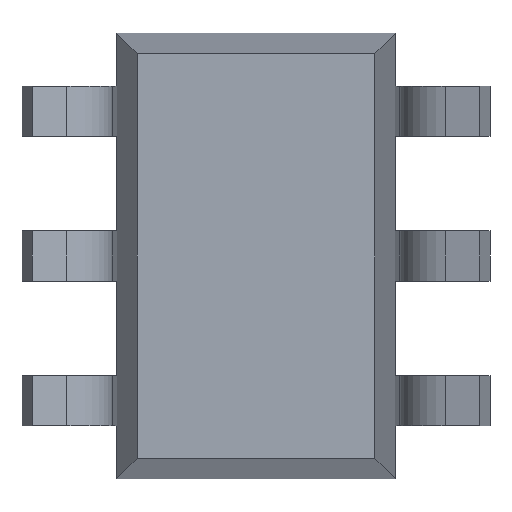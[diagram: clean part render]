
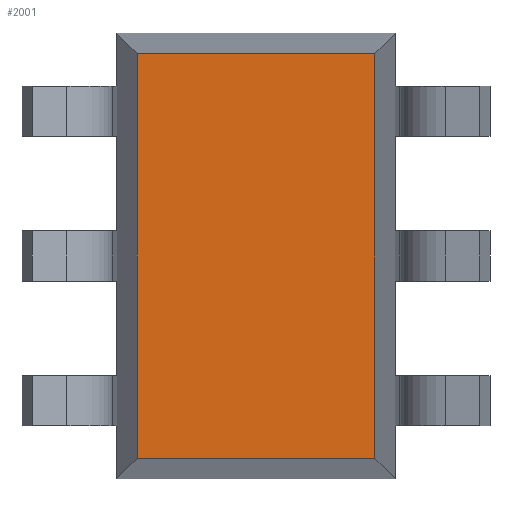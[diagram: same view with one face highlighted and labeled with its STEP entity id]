
A CAD part, front view. The second image highlights one B-rep face of the part: STEP entity #2001.
In plain terms, the highlighted planar face has unit normal (0, -1, 0).
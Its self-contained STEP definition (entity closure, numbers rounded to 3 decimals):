
#23 = EDGE_CURVE ( 'NONE', #1406, #672, #502, .T. ) ;
#103 = LINE ( 'NONE', #3042, #2737 ) ;
#162 = ORIENTED_EDGE ( 'NONE', *, *, #1332, .F. ) ;
#392 = EDGE_LOOP ( 'NONE', ( #2000, #1916, #162, #1744 ) ) ;
#451 = CARTESIAN_POINT ( 'NONE',  ( 0.534, -0.65, 0. ) ) ;
#502 = LINE ( 'NONE', #3025, #1703 ) ;
#672 = VERTEX_POINT ( 'NONE', #2334 ) ;
#939 = DIRECTION ( 'NONE',  ( 1., 0., 0. ) ) ;
#1121 = PLANE ( 'NONE',  #1639 ) ;
#1205 = VECTOR ( 'NONE', #939, 1000. ) ;
#1332 = EDGE_CURVE ( 'NONE', #1338, #1406, #2469, .T. ) ;
#1338 = VERTEX_POINT ( 'NONE', #1705 ) ;
#1406 = VERTEX_POINT ( 'NONE', #1467 ) ;
#1467 = CARTESIAN_POINT ( 'NONE',  ( 0.534, -0.65, -0.909 ) ) ;
#1485 = VERTEX_POINT ( 'NONE', #1689 ) ;
#1507 = DIRECTION ( 'NONE',  ( -1., 0., 0. ) ) ;
#1619 = DIRECTION ( 'NONE',  ( 0., 1., 0. ) ) ;
#1639 = AXIS2_PLACEMENT_3D ( 'NONE', #2878, #1619, #1864 ) ;
#1689 = CARTESIAN_POINT ( 'NONE',  ( -0.534, -0.65, 0.909 ) ) ;
#1703 = VECTOR ( 'NONE', #1507, 1000. ) ;
#1705 = CARTESIAN_POINT ( 'NONE',  ( 0.534, -0.65, 0.909 ) ) ;
#1744 = ORIENTED_EDGE ( 'NONE', *, *, #3195, .F. ) ;
#1864 = DIRECTION ( 'NONE',  ( 0., 0., 1. ) ) ;
#1909 = LINE ( 'NONE', #2449, #1205 ) ;
#1916 = ORIENTED_EDGE ( 'NONE', *, *, #23, .F. ) ;
#2000 = ORIENTED_EDGE ( 'NONE', *, *, #3320, .F. ) ;
#2001 = ADVANCED_FACE ( 'NONE', ( #2274 ), #1121, .F. ) ;
#2239 = DIRECTION ( 'NONE',  ( 0., 0., 1. ) ) ;
#2274 = FACE_OUTER_BOUND ( 'NONE', #392, .T. ) ;
#2334 = CARTESIAN_POINT ( 'NONE',  ( -0.534, -0.65, -0.909 ) ) ;
#2449 = CARTESIAN_POINT ( 'NONE',  ( 0., -0.65, 0.909 ) ) ;
#2469 = LINE ( 'NONE', #451, #2928 ) ;
#2737 = VECTOR ( 'NONE', #2239, 1000. ) ;
#2878 = CARTESIAN_POINT ( 'NONE',  ( 0., -0.65, 0. ) ) ;
#2928 = VECTOR ( 'NONE', #3219, 1000. ) ;
#3025 = CARTESIAN_POINT ( 'NONE',  ( 0., -0.65, -0.909 ) ) ;
#3042 = CARTESIAN_POINT ( 'NONE',  ( -0.534, -0.65, 0. ) ) ;
#3195 = EDGE_CURVE ( 'NONE', #1485, #1338, #1909, .T. ) ;
#3219 = DIRECTION ( 'NONE',  ( 0., 0., -1. ) ) ;
#3320 = EDGE_CURVE ( 'NONE', #672, #1485, #103, .T. ) ;
